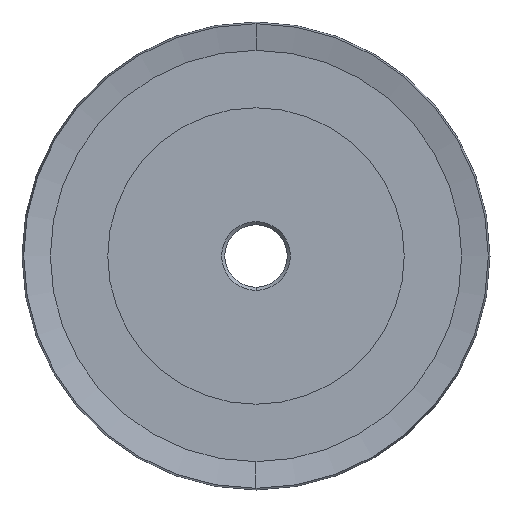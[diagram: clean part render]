
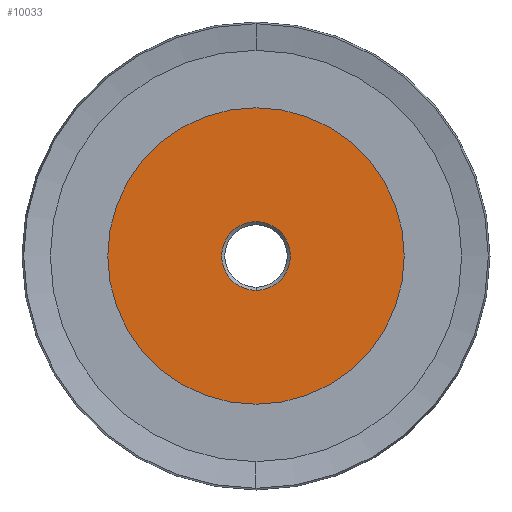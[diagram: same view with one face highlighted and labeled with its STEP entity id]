
A CAD part, left-side view. The second image highlights one B-rep face of the part: STEP entity #10033.
In plain terms, the highlighted planar face has unit normal (-1, 0, 0).
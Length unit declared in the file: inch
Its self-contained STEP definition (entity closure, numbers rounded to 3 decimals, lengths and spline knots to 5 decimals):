
#255 = CIRCLE ( 'NONE', #5394, 0.594 ) ;
#317 = CIRCLE ( 'NONE', #2008, 0.594 ) ;
#551 = EDGE_LOOP ( 'NONE', ( #976, #8745 ) ) ;
#595 = EDGE_CURVE ( 'NONE', #7538, #10128, #6997, .T. ) ;
#725 = VERTEX_POINT ( 'NONE', #3483 ) ;
#976 = ORIENTED_EDGE ( 'NONE', *, *, #5300, .T. ) ;
#1163 = CARTESIAN_POINT ( 'NONE',  ( 0., 0., 0. ) ) ;
#1370 = CARTESIAN_POINT ( 'NONE',  ( 0., 0., 0.594 ) ) ;
#1499 = DIRECTION ( 'NONE',  ( -1., 0., 0. ) ) ;
#1648 = DIRECTION ( 'NONE',  ( 0., 0., 1. ) ) ;
#1873 = AXIS2_PLACEMENT_3D ( 'NONE', #6978, #1918, #7829 ) ;
#1918 = DIRECTION ( 'NONE',  ( 1., 0., 0. ) ) ;
#1976 = FACE_BOUND ( 'NONE', #5374, .T. ) ;
#2008 = AXIS2_PLACEMENT_3D ( 'NONE', #6559, #1499, #7395 ) ;
#2020 = DIRECTION ( 'NONE',  ( 0., 0., 1. ) ) ;
#2458 = DIRECTION ( 'NONE',  ( -1., 0., 0. ) ) ;
#2680 = CIRCLE ( 'NONE', #4696, 0.1375 ) ;
#3483 = CARTESIAN_POINT ( 'NONE',  ( 0., 0., -0.594 ) ) ;
#4143 = PLANE ( 'NONE',  #7102 ) ;
#4696 = AXIS2_PLACEMENT_3D ( 'NONE', #1163, #7079, #2020 ) ;
#4755 = ORIENTED_EDGE ( 'NONE', *, *, #7148, .T. ) ;
#5087 = CARTESIAN_POINT ( 'NONE',  ( 0., 0., -0.1375 ) ) ;
#5300 = EDGE_CURVE ( 'NONE', #725, #9822, #317, .T. ) ;
#5374 = EDGE_LOOP ( 'NONE', ( #6363, #4755 ) ) ;
#5394 = AXIS2_PLACEMENT_3D ( 'NONE', #7506, #2458, #8363 ) ;
#6363 = ORIENTED_EDGE ( 'NONE', *, *, #595, .T. ) ;
#6485 = FACE_OUTER_BOUND ( 'NONE', #551, .T. ) ;
#6559 = CARTESIAN_POINT ( 'NONE',  ( 0., 0., 0. ) ) ;
#6701 = DIRECTION ( 'NONE',  ( -1., 0., 0. ) ) ;
#6978 = CARTESIAN_POINT ( 'NONE',  ( 0., 0., 0. ) ) ;
#6997 = CIRCLE ( 'NONE', #1873, 0.1375 ) ;
#7079 = DIRECTION ( 'NONE',  ( 1., 0., 0. ) ) ;
#7102 = AXIS2_PLACEMENT_3D ( 'NONE', #10036, #6701, #1648 ) ;
#7148 = EDGE_CURVE ( 'NONE', #10128, #7538, #2680, .T. ) ;
#7395 = DIRECTION ( 'NONE',  ( 0., 0., 1. ) ) ;
#7492 = CARTESIAN_POINT ( 'NONE',  ( 0., 0., 0.1375 ) ) ;
#7506 = CARTESIAN_POINT ( 'NONE',  ( 0., 0., 0. ) ) ;
#7538 = VERTEX_POINT ( 'NONE', #7492 ) ;
#7829 = DIRECTION ( 'NONE',  ( 0., 0., 1. ) ) ;
#8363 = DIRECTION ( 'NONE',  ( 0., 0., 1. ) ) ;
#8745 = ORIENTED_EDGE ( 'NONE', *, *, #10002, .T. ) ;
#9822 = VERTEX_POINT ( 'NONE', #1370 ) ;
#10002 = EDGE_CURVE ( 'NONE', #9822, #725, #255, .T. ) ;
#10033 = ADVANCED_FACE ( 'NONE', ( #1976, #6485 ), #4143, .T. ) ;
#10036 = CARTESIAN_POINT ( 'NONE',  ( 0., 0., 0. ) ) ;
#10128 = VERTEX_POINT ( 'NONE', #5087 ) ;
